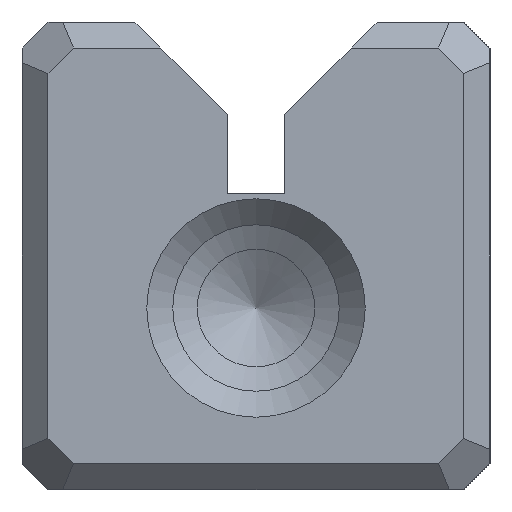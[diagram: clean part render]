
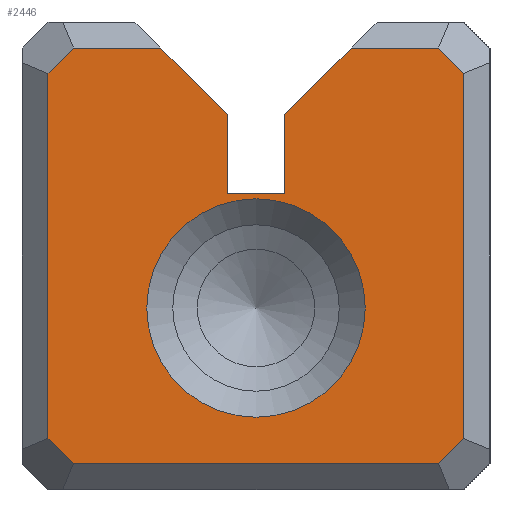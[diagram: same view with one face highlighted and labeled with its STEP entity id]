
A CAD part, left-side view. The second image highlights one B-rep face of the part: STEP entity #2446.
In plain terms, the highlighted planar face has unit normal (-1, 0, 0).
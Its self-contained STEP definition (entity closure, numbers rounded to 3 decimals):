
#2446=ADVANCED_FACE('',(#3287,#3288),#2803,.F.);
#2803=PLANE('',#8508);
#3042=CIRCLE('',#8507,2.1);
#3287=FACE_BOUND('',#3410,.T.);
#3288=FACE_BOUND('',#3411,.T.);
#3410=EDGE_LOOP('',(#4055));
#3411=EDGE_LOOP('',(#4056,#4057,#4058,#4059,#4060,#4061,#4062,#4063,#4064,
#4065,#4066,#4067,#4068,#4069));
#4055=ORIENTED_EDGE('',*,*,#6475,.T.);
#4056=ORIENTED_EDGE('',*,*,#6476,.T.);
#4057=ORIENTED_EDGE('',*,*,#6477,.T.);
#4058=ORIENTED_EDGE('',*,*,#6478,.F.);
#4059=ORIENTED_EDGE('',*,*,#6479,.F.);
#4060=ORIENTED_EDGE('',*,*,#6480,.F.);
#4061=ORIENTED_EDGE('',*,*,#6481,.F.);
#4062=ORIENTED_EDGE('',*,*,#6482,.F.);
#4063=ORIENTED_EDGE('',*,*,#6483,.T.);
#4064=ORIENTED_EDGE('',*,*,#6484,.T.);
#4065=ORIENTED_EDGE('',*,*,#6485,.T.);
#4066=ORIENTED_EDGE('',*,*,#6486,.T.);
#4067=ORIENTED_EDGE('',*,*,#6487,.T.);
#4068=ORIENTED_EDGE('',*,*,#6488,.T.);
#4069=ORIENTED_EDGE('',*,*,#6489,.T.);
#5859=VERTEX_POINT('',#10832);
#5860=VERTEX_POINT('',#10834);
#5861=VERTEX_POINT('',#10835);
#5862=VERTEX_POINT('',#10837);
#5863=VERTEX_POINT('',#10839);
#5864=VERTEX_POINT('',#10841);
#5865=VERTEX_POINT('',#10843);
#5866=VERTEX_POINT('',#10845);
#5867=VERTEX_POINT('',#10847);
#5868=VERTEX_POINT('',#10849);
#5869=VERTEX_POINT('',#10851);
#5870=VERTEX_POINT('',#10853);
#5871=VERTEX_POINT('',#10855);
#5872=VERTEX_POINT('',#10857);
#5873=VERTEX_POINT('',#10859);
#6475=EDGE_CURVE('',#5859,#5859,#3042,.T.);
#6476=EDGE_CURVE('',#5860,#5861,#7297,.T.);
#6477=EDGE_CURVE('',#5861,#5862,#7298,.T.);
#6478=EDGE_CURVE('',#5863,#5862,#7299,.T.);
#6479=EDGE_CURVE('',#5864,#5863,#7300,.T.);
#6480=EDGE_CURVE('',#5865,#5864,#7301,.T.);
#6481=EDGE_CURVE('',#5866,#5865,#7302,.T.);
#6482=EDGE_CURVE('',#5867,#5866,#7303,.T.);
#6483=EDGE_CURVE('',#5867,#5868,#7304,.T.);
#6484=EDGE_CURVE('',#5868,#5869,#7305,.T.);
#6485=EDGE_CURVE('',#5869,#5870,#7306,.T.);
#6486=EDGE_CURVE('',#5870,#5871,#7307,.T.);
#6487=EDGE_CURVE('',#5871,#5872,#7308,.T.);
#6488=EDGE_CURVE('',#5872,#5873,#7309,.T.);
#6489=EDGE_CURVE('',#5873,#5860,#7310,.T.);
#7297=LINE('',#10833,#7981);
#7298=LINE('',#10836,#7982);
#7299=LINE('',#10838,#7983);
#7300=LINE('',#10840,#7984);
#7301=LINE('',#10842,#7985);
#7302=LINE('',#10844,#7986);
#7303=LINE('',#10846,#7987);
#7304=LINE('',#10848,#7988);
#7305=LINE('',#10850,#7989);
#7306=LINE('',#10852,#7990);
#7307=LINE('',#10854,#7991);
#7308=LINE('',#10856,#7992);
#7309=LINE('',#10858,#7993);
#7310=LINE('',#10860,#7994);
#7981=VECTOR('',#8987,1.);
#7982=VECTOR('',#8988,1.);
#7983=VECTOR('',#8989,1.);
#7984=VECTOR('',#8990,1.);
#7985=VECTOR('',#8991,1.);
#7986=VECTOR('',#8992,1.);
#7987=VECTOR('',#8993,1.);
#7988=VECTOR('',#8994,1.);
#7989=VECTOR('',#8995,1.);
#7990=VECTOR('',#8996,1.);
#7991=VECTOR('',#8997,1.);
#7992=VECTOR('',#8998,1.);
#7993=VECTOR('',#8999,1.);
#7994=VECTOR('',#9000,1.);
#8507=AXIS2_PLACEMENT_3D('',#10831,#8985,#8986);
#8508=AXIS2_PLACEMENT_3D('',#10861,#9001,#9002);
#8985=DIRECTION('',(1.,0.,0.));
#8986=DIRECTION('',(0.,0.,-1.));
#8987=DIRECTION('',(0.,0.707,0.707));
#8988=DIRECTION('',(0.,1.,0.));
#8989=DIRECTION('',(0.,-0.707,0.707));
#8990=DIRECTION('',(0.,0.,1.));
#8991=DIRECTION('',(0.,-1.,0.));
#8992=DIRECTION('',(0.,0.,-1.));
#8993=DIRECTION('',(0.,-0.707,-0.707));
#8994=DIRECTION('',(0.,1.,0.));
#8995=DIRECTION('',(0.,0.707,-0.707));
#8996=DIRECTION('',(0.,0.,-1.));
#8997=DIRECTION('',(0.,-0.707,-0.707));
#8998=DIRECTION('',(0.,-1.,0.));
#8999=DIRECTION('',(0.,-0.707,0.707));
#9000=DIRECTION('',(0.,0.,1.));
#9001=DIRECTION('',(1.,0.,0.));
#9002=DIRECTION('',(0.,0.,1.));
#10831=CARTESIAN_POINT('',(-50.,0.,-1.));
#10832=CARTESIAN_POINT('',(-50.,0.,-3.1));
#10833=CARTESIAN_POINT('',(-50.,-3.755,3.755));
#10834=CARTESIAN_POINT('',(-50.,-4.,3.51));
#10835=CARTESIAN_POINT('',(-50.,-3.51,4.));
#10836=CARTESIAN_POINT('',(-50.,-2.328,4.));
#10837=CARTESIAN_POINT('',(-50.,-1.828,4.));
#10838=CARTESIAN_POINT('',(-50.,0.,2.172));
#10839=CARTESIAN_POINT('',(-50.,-0.55,2.722));
#10840=CARTESIAN_POINT('',(-50.,-0.55,1.2));
#10841=CARTESIAN_POINT('',(-50.,-0.55,1.2));
#10842=CARTESIAN_POINT('',(-50.,0.55,1.2));
#10843=CARTESIAN_POINT('',(-50.,0.55,1.2));
#10844=CARTESIAN_POINT('',(-50.,0.55,2.722));
#10845=CARTESIAN_POINT('',(-50.,0.55,2.722));
#10846=CARTESIAN_POINT('',(-50.,4.828,7.));
#10847=CARTESIAN_POINT('',(-50.,1.828,4.));
#10848=CARTESIAN_POINT('',(-50.,4.,4.));
#10849=CARTESIAN_POINT('',(-50.,3.51,4.));
#10850=CARTESIAN_POINT('',(-50.,3.755,3.755));
#10851=CARTESIAN_POINT('',(-50.,4.,3.51));
#10852=CARTESIAN_POINT('',(-50.,4.,-4.));
#10853=CARTESIAN_POINT('',(-50.,4.,-3.51));
#10854=CARTESIAN_POINT('',(-50.,3.755,-3.755));
#10855=CARTESIAN_POINT('',(-50.,3.51,-4.));
#10856=CARTESIAN_POINT('',(-50.,-4.,-4.));
#10857=CARTESIAN_POINT('',(-50.,-3.51,-4.));
#10858=CARTESIAN_POINT('',(-50.,-3.755,-3.755));
#10859=CARTESIAN_POINT('',(-50.,-4.,-3.51));
#10860=CARTESIAN_POINT('',(-50.,-4.,4.));
#10861=CARTESIAN_POINT('',(-50.,0.,0.));
